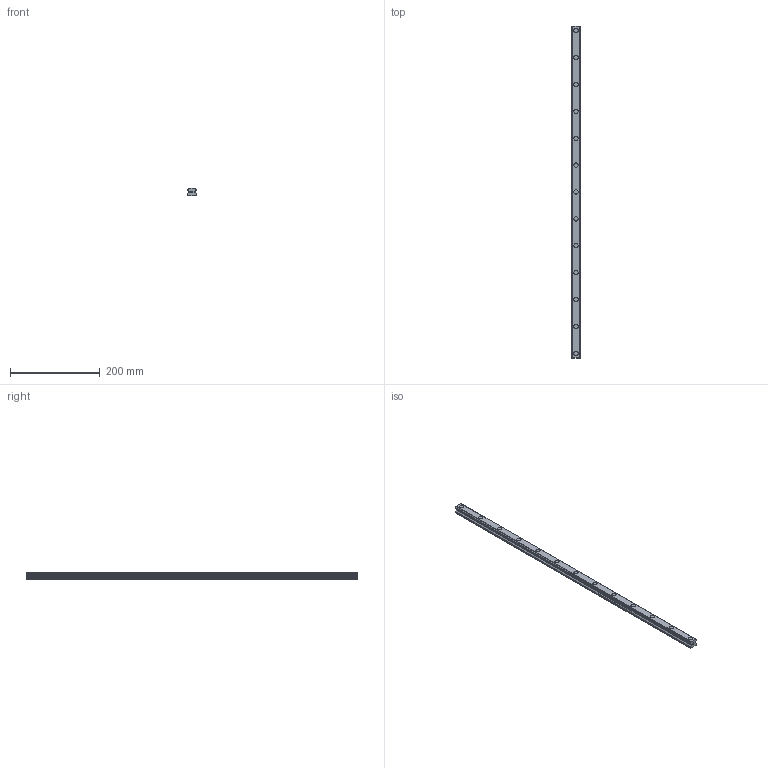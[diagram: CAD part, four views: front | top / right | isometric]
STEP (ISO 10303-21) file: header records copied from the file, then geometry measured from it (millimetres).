
FILE_DESCRIPTION(('STEP AP214'),'1');
FILE_NAME('cctmp_B5552BA9-7B4F-4191-B94F-0EC6E01713FC_2020_5_18_11_3_30_691..stp','2020-05-18T09:03:30',('HIWIN GmbH'),('CADClick - www.CADClick.com'),'Spatial InterOp 3D',' ','unknown authorization');
FILE_SCHEMA(('AUTOMOTIVE_DESIGN'));
Length unit declared in the file: millimetre
Products named in the file (1): HGR20R740H_FILE
Bounding box: 20 x 740 x 17.5 mm (x, y, z)
Volume: 211029.4 mm3; surface area: 63521.5 mm2
Topology: 1 solids, 1 shells, 224 faces, 537 edges, 358 vertices
Faces by surface type: plane 124, cylinder 100
Entity records: 8377 total; most frequent: DIRECTION 1187, CARTESIAN_POINT 1120, ORIENTED_EDGE 1074, EDGE_CURVE 537, AXIS2_PLACEMENT_3D 425, VERTEX_POINT 358, LINE 337, VECTOR 337
